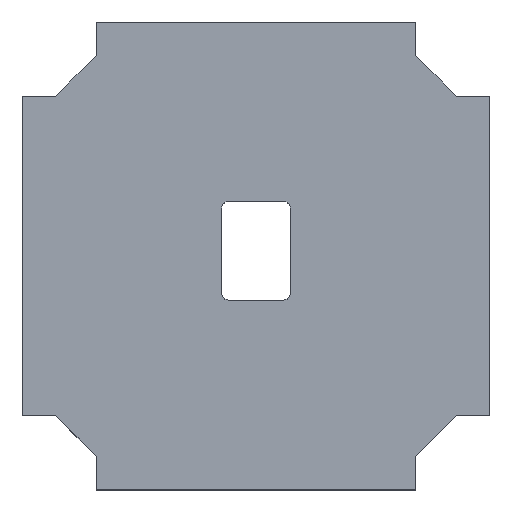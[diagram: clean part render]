
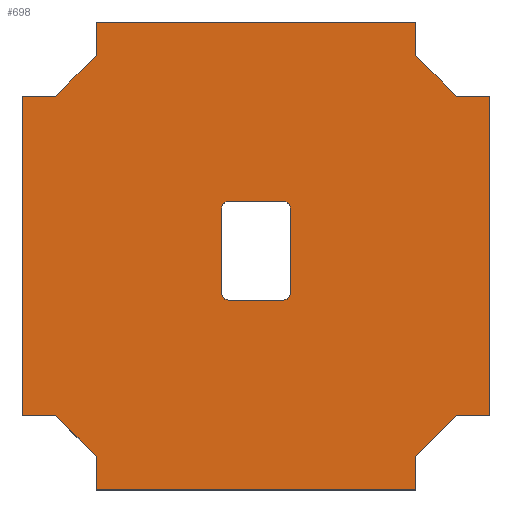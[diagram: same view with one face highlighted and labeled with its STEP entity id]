
A CAD part, top view. The second image highlights one B-rep face of the part: STEP entity #698.
In plain terms, the highlighted planar face has unit normal (0, 0, 1).
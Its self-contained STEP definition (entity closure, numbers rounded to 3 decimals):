
#59=FACE_BOUND('',#160,.T.);
#83=PLANE('',#772);
#117=FACE_OUTER_BOUND('',#159,.T.);
#159=EDGE_LOOP('',(#600,#601,#602,#603,#604,#605,#606,#607,#608,#609,#610,
#611,#612,#613,#614,#615));
#160=EDGE_LOOP('',(#616,#617,#618,#619,#620,#621,#622,#623));
#169=LINE('',#971,#239);
#173=LINE('',#985,#243);
#177=LINE('',#999,#247);
#181=LINE('',#1012,#251);
#191=LINE('',#1053,#261);
#195=LINE('',#1060,#265);
#198=LINE('',#1066,#268);
#201=LINE('',#1074,#271);
#204=LINE('',#1080,#274);
#208=LINE('',#1087,#278);
#211=LINE('',#1095,#281);
#215=LINE('',#1102,#285);
#218=LINE('',#1108,#288);
#221=LINE('',#1116,#291);
#224=LINE('',#1122,#294);
#228=LINE('',#1129,#298);
#230=LINE('',#1132,#300);
#232=LINE('',#1135,#302);
#233=LINE('',#1137,#303);
#234=LINE('',#1138,#304);
#239=VECTOR('',#789,10.);
#243=VECTOR('',#803,10.);
#247=VECTOR('',#817,10.);
#251=VECTOR('',#831,10.);
#261=VECTOR('',#877,10.);
#265=VECTOR('',#883,10.);
#268=VECTOR('',#888,10.);
#271=VECTOR('',#893,10.);
#274=VECTOR('',#898,10.);
#278=VECTOR('',#904,10.);
#281=VECTOR('',#909,10.);
#285=VECTOR('',#915,10.);
#288=VECTOR('',#920,10.);
#291=VECTOR('',#925,10.);
#294=VECTOR('',#930,10.);
#298=VECTOR('',#936,10.);
#300=VECTOR('',#940,10.);
#302=VECTOR('',#944,10.);
#303=VECTOR('',#947,10.);
#304=VECTOR('',#948,10.);
#307=CIRCLE('',#723,0.7);
#310=CIRCLE('',#728,0.7);
#313=CIRCLE('',#733,0.7);
#316=CIRCLE('',#738,0.7);
#328=VERTEX_POINT('',#961);
#329=VERTEX_POINT('',#962);
#332=VERTEX_POINT('',#970);
#335=VERTEX_POINT('',#978);
#337=VERTEX_POINT('',#984);
#340=VERTEX_POINT('',#992);
#342=VERTEX_POINT('',#998);
#345=VERTEX_POINT('',#1006);
#358=VERTEX_POINT('',#1050);
#359=VERTEX_POINT('',#1052);
#361=VERTEX_POINT('',#1058);
#363=VERTEX_POINT('',#1064);
#366=VERTEX_POINT('',#1071);
#367=VERTEX_POINT('',#1073);
#369=VERTEX_POINT('',#1079);
#371=VERTEX_POINT('',#1085);
#374=VERTEX_POINT('',#1092);
#375=VERTEX_POINT('',#1094);
#377=VERTEX_POINT('',#1100);
#379=VERTEX_POINT('',#1106);
#382=VERTEX_POINT('',#1113);
#383=VERTEX_POINT('',#1115);
#385=VERTEX_POINT('',#1121);
#387=VERTEX_POINT('',#1127);
#388=EDGE_CURVE('',#328,#329,#307,.T.);
#392=EDGE_CURVE('',#332,#328,#169,.T.);
#396=EDGE_CURVE('',#335,#332,#310,.T.);
#399=EDGE_CURVE('',#337,#335,#173,.T.);
#403=EDGE_CURVE('',#340,#337,#313,.T.);
#406=EDGE_CURVE('',#342,#340,#177,.T.);
#410=EDGE_CURVE('',#345,#342,#316,.T.);
#413=EDGE_CURVE('',#329,#345,#181,.T.);
#432=EDGE_CURVE('',#358,#359,#191,.T.);
#436=EDGE_CURVE('',#361,#358,#195,.T.);
#439=EDGE_CURVE('',#363,#361,#198,.T.);
#442=EDGE_CURVE('',#367,#366,#201,.T.);
#445=EDGE_CURVE('',#369,#367,#204,.T.);
#449=EDGE_CURVE('',#366,#371,#208,.T.);
#452=EDGE_CURVE('',#375,#374,#211,.T.);
#456=EDGE_CURVE('',#374,#377,#215,.T.);
#459=EDGE_CURVE('',#377,#379,#218,.T.);
#462=EDGE_CURVE('',#383,#382,#221,.T.);
#465=EDGE_CURVE('',#385,#383,#224,.T.);
#469=EDGE_CURVE('',#382,#387,#228,.T.);
#471=EDGE_CURVE('',#379,#359,#230,.T.);
#473=EDGE_CURVE('',#387,#375,#232,.T.);
#474=EDGE_CURVE('',#371,#385,#233,.T.);
#475=EDGE_CURVE('',#369,#363,#234,.T.);
#600=ORIENTED_EDGE('',*,*,#474,.T.);
#601=ORIENTED_EDGE('',*,*,#465,.T.);
#602=ORIENTED_EDGE('',*,*,#462,.T.);
#603=ORIENTED_EDGE('',*,*,#469,.T.);
#604=ORIENTED_EDGE('',*,*,#473,.T.);
#605=ORIENTED_EDGE('',*,*,#452,.T.);
#606=ORIENTED_EDGE('',*,*,#456,.T.);
#607=ORIENTED_EDGE('',*,*,#459,.T.);
#608=ORIENTED_EDGE('',*,*,#471,.T.);
#609=ORIENTED_EDGE('',*,*,#432,.F.);
#610=ORIENTED_EDGE('',*,*,#436,.F.);
#611=ORIENTED_EDGE('',*,*,#439,.F.);
#612=ORIENTED_EDGE('',*,*,#475,.F.);
#613=ORIENTED_EDGE('',*,*,#445,.T.);
#614=ORIENTED_EDGE('',*,*,#442,.T.);
#615=ORIENTED_EDGE('',*,*,#449,.T.);
#616=ORIENTED_EDGE('',*,*,#388,.T.);
#617=ORIENTED_EDGE('',*,*,#413,.T.);
#618=ORIENTED_EDGE('',*,*,#410,.T.);
#619=ORIENTED_EDGE('',*,*,#406,.T.);
#620=ORIENTED_EDGE('',*,*,#403,.T.);
#621=ORIENTED_EDGE('',*,*,#399,.T.);
#622=ORIENTED_EDGE('',*,*,#396,.T.);
#623=ORIENTED_EDGE('',*,*,#392,.T.);
#698=ADVANCED_FACE('',(#117,#59),#83,.T.);
#723=AXIS2_PLACEMENT_3D('',#963,#781,#782);
#728=AXIS2_PLACEMENT_3D('',#979,#796,#797);
#733=AXIS2_PLACEMENT_3D('',#993,#810,#811);
#738=AXIS2_PLACEMENT_3D('',#1007,#824,#825);
#772=AXIS2_PLACEMENT_3D('',#1136,#945,#946);
#781=DIRECTION('center_axis',(0.,0.,-1.));
#782=DIRECTION('ref_axis',(1.,0.,0.));
#789=DIRECTION('',(1.,0.,0.));
#796=DIRECTION('center_axis',(0.,0.,-1.));
#797=DIRECTION('ref_axis',(0.,1.,0.));
#803=DIRECTION('',(0.,1.,0.));
#810=DIRECTION('center_axis',(0.,0.,-1.));
#811=DIRECTION('ref_axis',(-1.,0.,0.));
#817=DIRECTION('',(-1.,0.,0.));
#824=DIRECTION('center_axis',(0.,0.,-1.));
#825=DIRECTION('ref_axis',(0.,-1.,0.));
#831=DIRECTION('',(0.,-1.,0.));
#877=DIRECTION('',(-1.,0.,0.));
#883=DIRECTION('',(-0.707,0.707,0.));
#888=DIRECTION('',(0.,1.,0.));
#893=DIRECTION('',(0.707,0.707,0.));
#898=DIRECTION('',(0.,1.,0.));
#904=DIRECTION('',(1.,0.,0.));
#909=DIRECTION('',(0.,-1.,0.));
#915=DIRECTION('',(-0.707,-0.707,0.));
#920=DIRECTION('',(-1.,0.,0.));
#925=DIRECTION('',(-0.707,0.707,0.));
#930=DIRECTION('',(-1.,0.,0.));
#936=DIRECTION('',(0.,1.,0.));
#940=DIRECTION('',(0.,-1.,0.));
#944=DIRECTION('',(-1.,0.,0.));
#945=DIRECTION('center_axis',(0.,0.,1.));
#946=DIRECTION('ref_axis',(1.,0.,0.));
#947=DIRECTION('',(0.,1.,0.));
#948=DIRECTION('',(-1.,0.,0.));
#961=CARTESIAN_POINT('',(-17.98,26.73,20.));
#962=CARTESIAN_POINT('',(-17.28,26.03,20.));
#963=CARTESIAN_POINT('Origin',(-17.98,26.03,20.));
#970=CARTESIAN_POINT('',(-23.88,26.73,20.));
#971=CARTESIAN_POINT('',(-10.869,26.73,20.));
#978=CARTESIAN_POINT('',(-24.58,26.03,20.));
#979=CARTESIAN_POINT('Origin',(-23.88,26.03,20.));
#984=CARTESIAN_POINT('',(-24.58,16.93,20.));
#985=CARTESIAN_POINT('',(-24.58,18.93,20.));
#992=CARTESIAN_POINT('',(-23.88,16.23,20.));
#993=CARTESIAN_POINT('Origin',(-23.88,16.93,20.));
#998=CARTESIAN_POINT('',(-17.98,16.23,20.));
#999=CARTESIAN_POINT('',(-7.919,16.23,20.));
#1006=CARTESIAN_POINT('',(-17.28,16.93,20.));
#1007=CARTESIAN_POINT('Origin',(-17.98,16.93,20.));
#1012=CARTESIAN_POINT('',(-17.28,23.48,20.));
#1050=CARTESIAN_POINT('',(-42.255,3.93,20.));
#1052=CARTESIAN_POINT('',(-45.83,3.93,20.));
#1053=CARTESIAN_POINT('',(-42.255,3.93,20.));
#1058=CARTESIAN_POINT('',(-37.93,-0.395,20.));
#1060=CARTESIAN_POINT('',(-37.93,-0.395,20.));
#1064=CARTESIAN_POINT('',(-37.93,-3.97,20.));
#1066=CARTESIAN_POINT('',(-37.93,-4.17,20.));
#1071=CARTESIAN_POINT('',(0.395,3.93,20.));
#1073=CARTESIAN_POINT('',(-3.971,-0.437,20.));
#1074=CARTESIAN_POINT('',(-3.971,-0.437,20.));
#1079=CARTESIAN_POINT('',(-3.971,-3.97,20.));
#1080=CARTESIAN_POINT('',(-3.971,-4.17,20.));
#1085=CARTESIAN_POINT('',(3.97,3.93,20.));
#1087=CARTESIAN_POINT('',(0.395,3.93,20.));
#1092=CARTESIAN_POINT('',(-37.93,42.255,20.));
#1094=CARTESIAN_POINT('',(-37.93,45.83,20.));
#1095=CARTESIAN_POINT('',(-37.93,46.03,20.));
#1100=CARTESIAN_POINT('',(-42.255,37.93,20.));
#1102=CARTESIAN_POINT('',(-37.93,42.255,20.));
#1106=CARTESIAN_POINT('',(-45.83,37.93,20.));
#1108=CARTESIAN_POINT('',(-42.255,37.93,20.));
#1113=CARTESIAN_POINT('',(-3.93,42.255,20.));
#1115=CARTESIAN_POINT('',(0.395,37.93,20.));
#1116=CARTESIAN_POINT('',(0.395,37.93,20.));
#1121=CARTESIAN_POINT('',(3.97,37.93,20.));
#1122=CARTESIAN_POINT('',(4.17,37.93,20.));
#1127=CARTESIAN_POINT('',(-3.93,45.83,20.));
#1129=CARTESIAN_POINT('',(-3.93,42.255,20.));
#1132=CARTESIAN_POINT('',(-45.83,37.93,20.));
#1135=CARTESIAN_POINT('',(-3.93,45.83,20.));
#1136=CARTESIAN_POINT('Origin',(2.141,20.93,20.));
#1137=CARTESIAN_POINT('',(3.97,3.93,20.));
#1138=CARTESIAN_POINT('',(-37.73,-3.97,20.));
